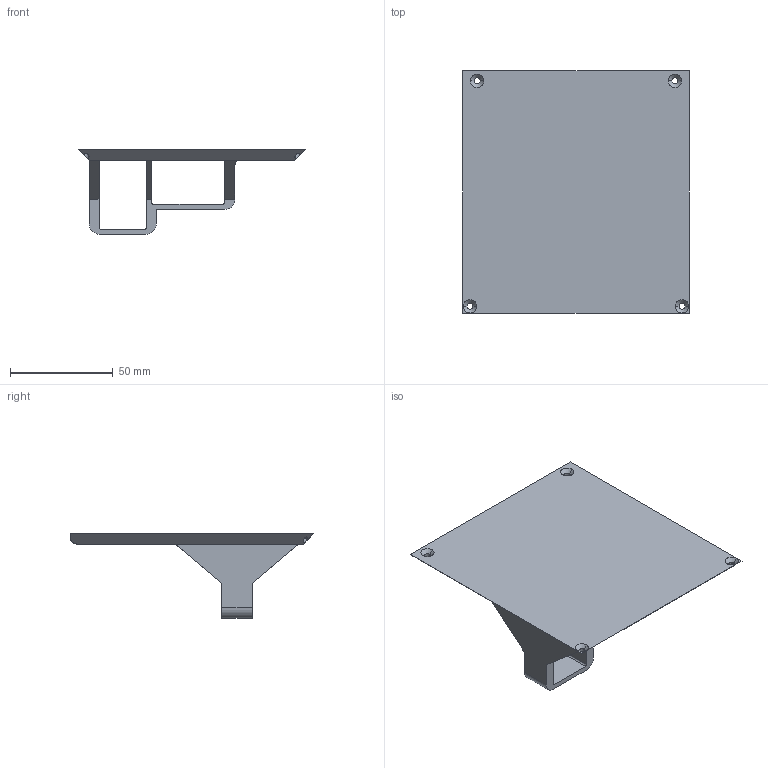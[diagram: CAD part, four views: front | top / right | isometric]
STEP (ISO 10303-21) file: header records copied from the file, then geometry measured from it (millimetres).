
FILE_DESCRIPTION (( 'STEP AP203' ), '1' );
FILE_NAME ('Lower Lid.STEP', '2024-07-11T18:31:05', ( '微软用户' ), ( '微软中国' ), 'SwSTEP 2.0', 'SolidWorks 2023', '' );
FILE_SCHEMA (( 'CONFIG_CONTROL_DESIGN' ));
Length unit declared in the file: millimetre
Products named in the file (1): Lower Lid
Bounding box: 110 x 118 x 41.06 mm (x, y, z)
Volume: 57358.3 mm3; surface area: 35945.5 mm2
Topology: 1 solids, 1 shells, 90 faces, 253 edges, 154 vertices
Faces by surface type: plane 34, cylinder 30, bspline 18, cone 8
Entity records: 3228 total; most frequent: CARTESIAN_POINT 940, ORIENTED_EDGE 490, DIRECTION 443, EDGE_CURVE 245, VERTEX_POINT 154, AXIS2_PLACEMENT_3D 153, LINE 137, VECTOR 137
